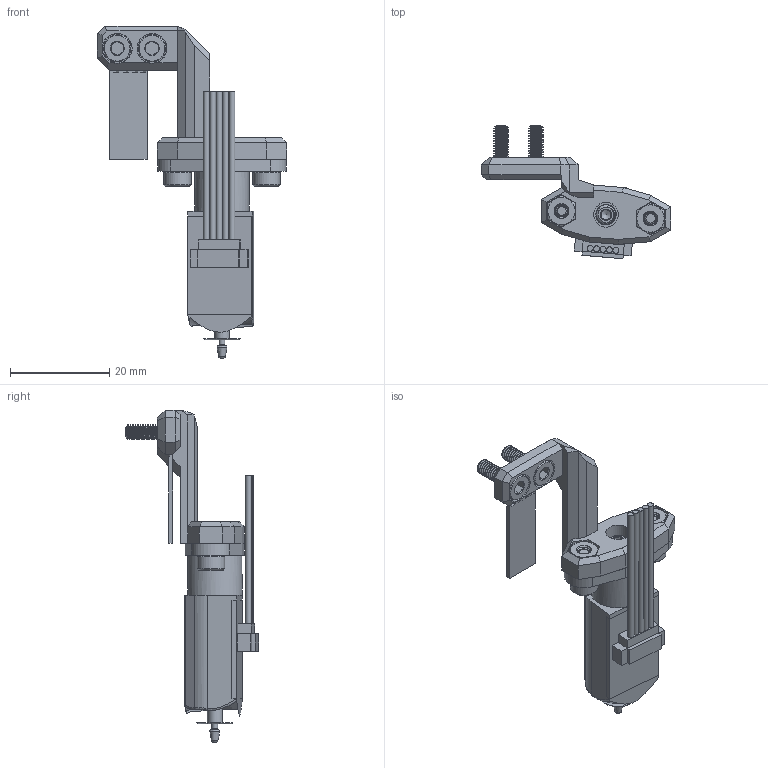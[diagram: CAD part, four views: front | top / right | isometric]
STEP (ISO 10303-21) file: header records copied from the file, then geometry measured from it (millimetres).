
FILE_DESCRIPTION(/* description */ (''),/* implementation_level */ '2;1');
FILE_NAME(/* name */ 'BLTouch.step',/* time_stamp */ '2023-01-19T08:48:21-06:00',/* author */ (''),/* organization */ (''),/* preprocessor_version */ 'ST-DEVELOPER v19.2',/* originating_system */ 'Autodesk Translation Framework v11.17.0.187',/* authorisation */ '');
FILE_SCHEMA (('AUTOMOTIVE_DESIGN { 1 0 10303 214 3 1 1 }'));
Length unit declared in the file: millimetre
Products named in the file (6): BL-touch; PN485; bl_touch_mount; PN570; PN500; PN501
Assembly tree (8 placements, depth 2):
  BL-touch
    PN485
    bl_touch_mount
    PN570  x2
    PN500  x2
    PN501  x2
Bounding box: 38.13 x 26.81 x 66.9 mm (x, y, z)
Volume: 7087.5 mm3; surface area: 6169.3 mm2
Topology: 9 solids, 9 shells, 529 faces, 1332 edges, 840 vertices
Faces by surface type: plane 225, cylinder 192, cone 84, bspline 24, torus 2, sphere 2
Full cylindrical faces by diameter (mm): 1.2 x6, 2.35 x56, 3 x61, 3.091 x6, 3.2 x2, 3.3 x4, 3.332 x5, 4 x3, 4.109 x5, 5 x1, 5.5 x4, 6 x2, 11 x1
Entity records: 24143 total; most frequent: CARTESIAN_POINT 15044, ORIENTED_EDGE 1960, DIRECTION 1614, EDGE_CURVE 980, VERTEX_POINT 621, LINE 540, VECTOR 540, AXIS2_PLACEMENT_3D 537
